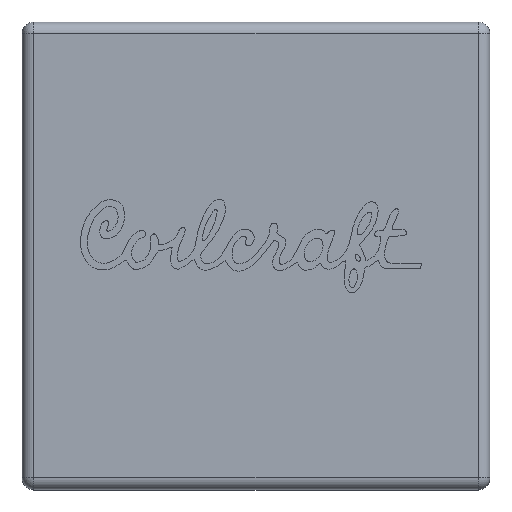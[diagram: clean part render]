
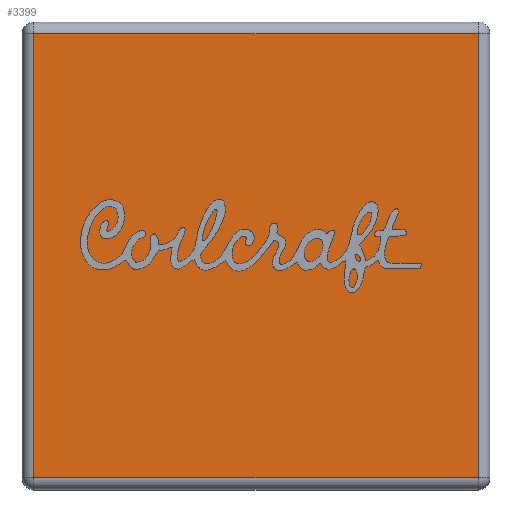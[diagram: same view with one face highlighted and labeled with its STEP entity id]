
A CAD part, top view. The second image highlights one B-rep face of the part: STEP entity #3399.
In plain terms, the highlighted planar face has unit normal (0, 0, 1).
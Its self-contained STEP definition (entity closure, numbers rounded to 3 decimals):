
#508=PLANE('',#3713);
#540=LINE('',#4249,#747);
#544=LINE('',#4262,#751);
#546=LINE('',#4265,#753);
#548=LINE('',#4268,#755);
#747=VECTOR('',#3852,10.);
#751=VECTOR('',#3868,10.);
#753=VECTOR('',#3872,10.);
#755=VECTOR('',#3876,10.);
#986=FACE_OUTER_BOUND('',#1185,.T.);
#1185=EDGE_LOOP('',(#2373,#2374,#2375,#2376));
#1404=VERTEX_POINT('',#4210);
#1410=VERTEX_POINT('',#4230);
#1413=VERTEX_POINT('',#4240);
#1416=VERTEX_POINT('',#4253);
#1777=EDGE_CURVE('',#1404,#1413,#540,.T.);
#1784=EDGE_CURVE('',#1413,#1416,#544,.T.);
#1786=EDGE_CURVE('',#1416,#1410,#546,.T.);
#1788=EDGE_CURVE('',#1410,#1404,#548,.T.);
#2373=ORIENTED_EDGE('',*,*,#1777,.F.);
#2374=ORIENTED_EDGE('',*,*,#1788,.F.);
#2375=ORIENTED_EDGE('',*,*,#1786,.F.);
#2376=ORIENTED_EDGE('',*,*,#1784,.F.);
#3399=ADVANCED_FACE('',(#986),#508,.T.);
#3713=AXIS2_PLACEMENT_3D('',#4277,#3890,#3891);
#3852=DIRECTION('',(0.,-1.,0.));
#3868=DIRECTION('',(-1.,0.,0.));
#3872=DIRECTION('',(0.,1.,0.));
#3876=DIRECTION('',(1.,0.,0.));
#3890=DIRECTION('center_axis',(0.,0.,1.));
#3891=DIRECTION('ref_axis',(1.,0.,0.));
#4210=CARTESIAN_POINT('',(1.9,1.9,2.15));
#4230=CARTESIAN_POINT('',(-1.9,1.9,2.15));
#4240=CARTESIAN_POINT('',(1.9,-1.9,2.15));
#4249=CARTESIAN_POINT('',(1.9,-1.,2.15));
#4253=CARTESIAN_POINT('',(-1.9,-1.9,2.15));
#4262=CARTESIAN_POINT('',(-1.,-1.9,2.15));
#4265=CARTESIAN_POINT('',(-1.9,1.,2.15));
#4268=CARTESIAN_POINT('',(1.,1.9,2.15));
#4277=CARTESIAN_POINT('Origin',(0.,0.,2.15));
